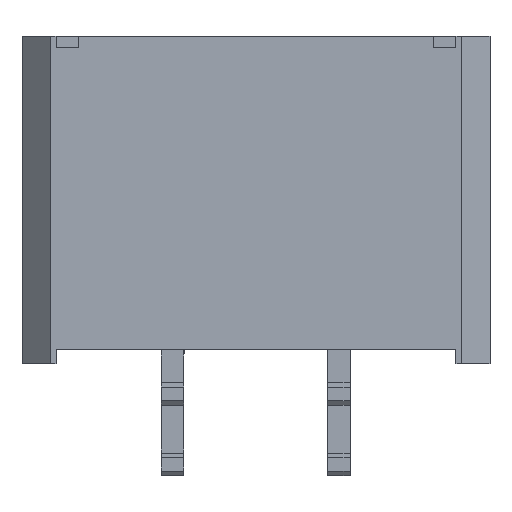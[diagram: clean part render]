
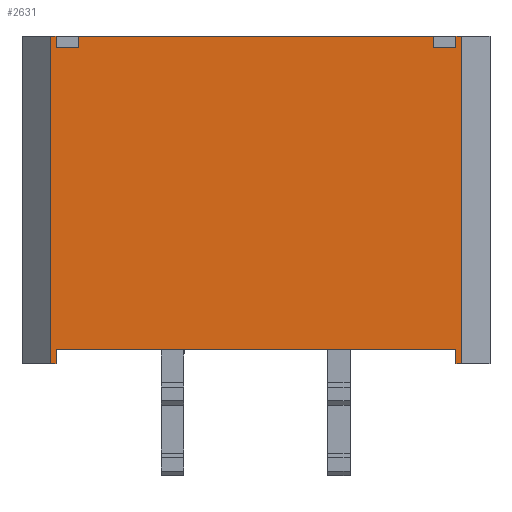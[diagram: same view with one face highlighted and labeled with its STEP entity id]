
A CAD part, front view. The second image highlights one B-rep face of the part: STEP entity #2631.
In plain terms, the highlighted planar face has unit normal (0, -1, 0).
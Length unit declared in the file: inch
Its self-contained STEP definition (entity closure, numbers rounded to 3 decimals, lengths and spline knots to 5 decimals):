
#13=DIRECTION('',(1.,0.,0.));
#14=VECTOR('',#13,0.0105);
#15=CARTESIAN_POINT('',(-0.365,-0.227,-0.2905));
#16=LINE('',#15,#14);
#45=DIRECTION('',(1.,0.,0.));
#46=VECTOR('',#45,0.0105);
#47=CARTESIAN_POINT('',(0.3545,-0.227,-0.2905));
#48=LINE('',#47,#46);
#93=DIRECTION('',(-1.,0.,0.));
#94=VECTOR('',#93,0.04);
#95=CARTESIAN_POINT('',(0.3545,-0.227,0.2705));
#96=LINE('',#95,#94);
#97=DIRECTION('',(0.,0.,-1.));
#98=VECTOR('',#97,0.02);
#99=CARTESIAN_POINT('',(0.3545,-0.227,0.2905));
#100=LINE('',#99,#98);
#101=DIRECTION('',(0.,0.,1.));
#102=VECTOR('',#101,0.025);
#103=CARTESIAN_POINT('',(0.3545,-0.227,-0.2905));
#104=LINE('',#103,#102);
#105=DIRECTION('',(1.,0.,0.));
#106=VECTOR('',#105,0.709);
#107=CARTESIAN_POINT('',(-0.3545,-0.227,-0.2655));
#108=LINE('',#107,#106);
#109=DIRECTION('',(0.,0.,1.));
#110=VECTOR('',#109,0.025);
#111=CARTESIAN_POINT('',(-0.3545,-0.227,-0.2905));
#112=LINE('',#111,#110);
#113=DIRECTION('',(0.,0.,1.));
#114=VECTOR('',#113,0.581);
#115=CARTESIAN_POINT('',(-0.365,-0.227,-0.2905));
#116=LINE('',#115,#114);
#117=DIRECTION('',(0.,0.,-1.));
#118=VECTOR('',#117,0.02);
#119=CARTESIAN_POINT('',(-0.3545,-0.227,0.2905));
#120=LINE('',#119,#118);
#121=DIRECTION('',(-1.,0.,0.));
#122=VECTOR('',#121,0.04);
#123=CARTESIAN_POINT('',(-0.3145,-0.227,0.2705));
#124=LINE('',#123,#122);
#125=DIRECTION('',(0.,0.,-1.));
#126=VECTOR('',#125,0.02);
#127=CARTESIAN_POINT('',(-0.3145,-0.227,0.2905));
#128=LINE('',#127,#126);
#129=DIRECTION('',(0.,0.,-1.));
#130=VECTOR('',#129,0.02);
#131=CARTESIAN_POINT('',(0.3145,-0.227,0.2905));
#132=LINE('',#131,#130);
#277=DIRECTION('',(1.,0.,0.));
#278=VECTOR('',#277,0.629);
#279=CARTESIAN_POINT('',(-0.3145,-0.227,0.2905));
#280=LINE('',#279,#278);
#293=DIRECTION('',(1.,0.,0.));
#294=VECTOR('',#293,0.0105);
#295=CARTESIAN_POINT('',(-0.365,-0.227,0.2905));
#296=LINE('',#295,#294);
#341=DIRECTION('',(1.,0.,0.));
#342=VECTOR('',#341,0.0105);
#343=CARTESIAN_POINT('',(0.3545,-0.227,0.2905));
#344=LINE('',#343,#342);
#1467=DIRECTION('',(0.,0.,1.));
#1468=VECTOR('',#1467,0.581);
#1469=CARTESIAN_POINT('',(0.365,-0.227,-0.2905));
#1470=LINE('',#1469,#1468);
#1870=CARTESIAN_POINT('',(-0.365,-0.227,-0.2905));
#1872=VERTEX_POINT('',#1870);
#1873=CARTESIAN_POINT('',(0.365,-0.227,-0.2905));
#1875=VERTEX_POINT('',#1873);
#1885=CARTESIAN_POINT('',(-0.365,-0.227,0.2905));
#1886=VERTEX_POINT('',#1885);
#1887=CARTESIAN_POINT('',(0.365,-0.227,0.2905));
#1888=VERTEX_POINT('',#1887);
#1989=CARTESIAN_POINT('',(-0.3545,-0.227,-0.2655));
#1990=CARTESIAN_POINT('',(0.3545,-0.227,-0.2655));
#1991=VERTEX_POINT('',#1989);
#1992=VERTEX_POINT('',#1990);
#2053=CARTESIAN_POINT('',(-0.3545,-0.227,-0.2905));
#2054=VERTEX_POINT('',#2053);
#2107=CARTESIAN_POINT('',(0.3545,-0.227,-0.2905));
#2108=VERTEX_POINT('',#2107);
#2257=CARTESIAN_POINT('',(0.3545,-0.227,0.2905));
#2259=VERTEX_POINT('',#2257);
#2263=CARTESIAN_POINT('',(0.3145,-0.227,0.2905));
#2264=VERTEX_POINT('',#2263);
#2277=CARTESIAN_POINT('',(-0.3145,-0.227,0.2905));
#2279=VERTEX_POINT('',#2277);
#2283=CARTESIAN_POINT('',(-0.3545,-0.227,0.2905));
#2284=VERTEX_POINT('',#2283);
#2305=CARTESIAN_POINT('',(0.3545,-0.227,0.2705));
#2306=VERTEX_POINT('',#2305);
#2307=CARTESIAN_POINT('',(0.3145,-0.227,0.2705));
#2308=VERTEX_POINT('',#2307);
#2309=CARTESIAN_POINT('',(-0.3145,-0.227,0.2705));
#2310=VERTEX_POINT('',#2309);
#2311=CARTESIAN_POINT('',(-0.3545,-0.227,0.2705));
#2312=VERTEX_POINT('',#2311);
#2595=CARTESIAN_POINT('',(-0.365,-0.227,-0.2905));
#2596=DIRECTION('',(0.,-1.,0.));
#2597=DIRECTION('',(1.,0.,0.));
#2598=AXIS2_PLACEMENT_3D('',#2595,#2596,#2597);
#2599=PLANE('',#2598);
#2601=ORIENTED_EDGE('',*,*,#2600,.F.);
#2603=ORIENTED_EDGE('',*,*,#2602,.F.);
#2605=ORIENTED_EDGE('',*,*,#2604,.T.);
#2607=ORIENTED_EDGE('',*,*,#2606,.F.);
#2608=ORIENTED_EDGE('',*,*,#2516,.F.);
#2610=ORIENTED_EDGE('',*,*,#2609,.T.);
#2612=ORIENTED_EDGE('',*,*,#2611,.F.);
#2613=ORIENTED_EDGE('',*,*,#2565,.F.);
#2614=ORIENTED_EDGE('',*,*,#2484,.F.);
#2616=ORIENTED_EDGE('',*,*,#2615,.T.);
#2618=ORIENTED_EDGE('',*,*,#2617,.T.);
#2620=ORIENTED_EDGE('',*,*,#2619,.T.);
#2622=ORIENTED_EDGE('',*,*,#2621,.F.);
#2624=ORIENTED_EDGE('',*,*,#2623,.F.);
#2626=ORIENTED_EDGE('',*,*,#2625,.T.);
#2628=ORIENTED_EDGE('',*,*,#2627,.T.);
#2629=EDGE_LOOP('',(#2601,#2603,#2605,#2607,#2608,#2610,#2612,#2613,#2614,#2616,
#2618,#2620,#2622,#2624,#2626,#2628));
#2630=FACE_OUTER_BOUND('',#2629,.F.);
#2631=ADVANCED_FACE('',(#2630),#2599,.T.);
#2484=EDGE_CURVE('',#1872,#2054,#16,.T.);
#2516=EDGE_CURVE('',#2108,#1875,#48,.T.);
#2565=EDGE_CURVE('',#2054,#1991,#112,.T.);
#2600=EDGE_CURVE('',#2306,#2308,#96,.T.);
#2602=EDGE_CURVE('',#2259,#2306,#100,.T.);
#2604=EDGE_CURVE('',#2259,#1888,#344,.T.);
#2606=EDGE_CURVE('',#1875,#1888,#1470,.T.);
#2609=EDGE_CURVE('',#2108,#1992,#104,.T.);
#2611=EDGE_CURVE('',#1991,#1992,#108,.T.);
#2615=EDGE_CURVE('',#1872,#1886,#116,.T.);
#2617=EDGE_CURVE('',#1886,#2284,#296,.T.);
#2619=EDGE_CURVE('',#2284,#2312,#120,.T.);
#2621=EDGE_CURVE('',#2310,#2312,#124,.T.);
#2623=EDGE_CURVE('',#2279,#2310,#128,.T.);
#2625=EDGE_CURVE('',#2279,#2264,#280,.T.);
#2627=EDGE_CURVE('',#2264,#2308,#132,.T.);
